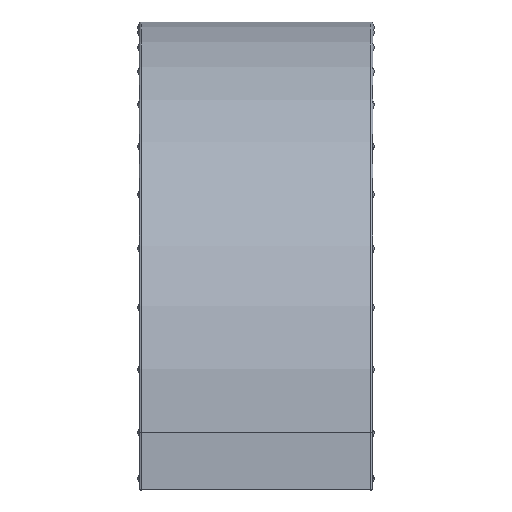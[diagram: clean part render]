
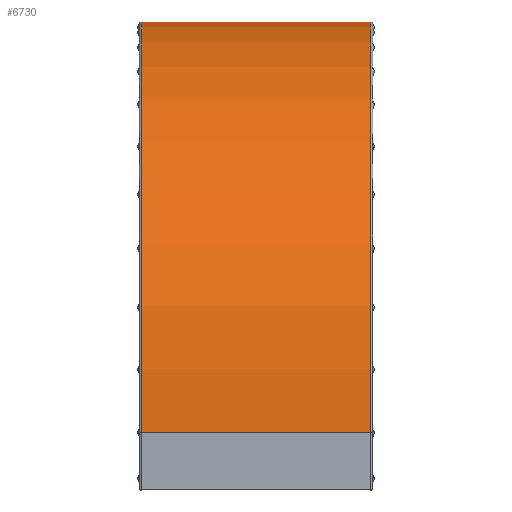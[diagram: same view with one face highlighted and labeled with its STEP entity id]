
A CAD part, top view. The second image highlights one B-rep face of the part: STEP entity #6730.
In plain terms, the highlighted cylindrical face has radius 361 mm (diameter 722 mm), a partial arc.
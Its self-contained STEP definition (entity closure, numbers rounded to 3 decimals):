
#199 = VECTOR ( 'NONE', #3665, 1000. ) ;
#2573 = CARTESIAN_POINT ( 'NONE',  ( -100.5, 411., -360. ) ) ;
#2831 = CARTESIAN_POINT ( 'NONE',  ( 100.5, 411., -360. ) ) ;
#2862 = CARTESIAN_POINT ( 'NONE',  ( -100.5, 50., 1. ) ) ;
#3460 = LINE ( 'NONE', #13171, #199 ) ;
#3644 = VERTEX_POINT ( 'NONE', #2862 ) ;
#3665 = DIRECTION ( 'NONE',  ( 1., 0., 0. ) ) ;
#3838 = DIRECTION ( 'NONE',  ( -1., 0., 0. ) ) ;
#4593 = FACE_OUTER_BOUND ( 'NONE', #13966, .T. ) ;
#5573 = CARTESIAN_POINT ( 'NONE',  ( -100.5, 50., 1. ) ) ;
#5757 = AXIS2_PLACEMENT_3D ( 'NONE', #11997, #3838, #13338 ) ;
#6311 = CIRCLE ( 'NONE', #15789, 361. ) ;
#6730 = ADVANCED_FACE ( 'NONE', ( #4593 ), #7827, .T. ) ;
#6952 = DIRECTION ( 'NONE',  ( -1., 0., 0. ) ) ;
#7110 = DIRECTION ( 'NONE',  ( -1., 0., 0. ) ) ;
#7454 = CIRCLE ( 'NONE', #5757, 361. ) ;
#7671 = ORIENTED_EDGE ( 'NONE', *, *, #11006, .F. ) ;
#7827 = CYLINDRICAL_SURFACE ( 'NONE', #9440, 361. ) ;
#8471 = ORIENTED_EDGE ( 'NONE', *, *, #12793, .T. ) ;
#9440 = AXIS2_PLACEMENT_3D ( 'NONE', #9966, #7110, #15235 ) ;
#9844 = ORIENTED_EDGE ( 'NONE', *, *, #12141, .F. ) ;
#9944 = CARTESIAN_POINT ( 'NONE',  ( 100.5, 50., 1. ) ) ;
#9966 = CARTESIAN_POINT ( 'NONE',  ( 0., 50., -360. ) ) ;
#10343 = LINE ( 'NONE', #5573, #10753 ) ;
#10753 = VECTOR ( 'NONE', #14985, 1000. ) ;
#11006 = EDGE_CURVE ( 'NONE', #3644, #11056, #7454, .T. ) ;
#11056 = VERTEX_POINT ( 'NONE', #2573 ) ;
#11997 = CARTESIAN_POINT ( 'NONE',  ( -100.5, 50., -360. ) ) ;
#12141 = EDGE_CURVE ( 'NONE', #11056, #14478, #3460, .T. ) ;
#12221 = EDGE_CURVE ( 'NONE', #14595, #14478, #6311, .T. ) ;
#12519 = ORIENTED_EDGE ( 'NONE', *, *, #12221, .T. ) ;
#12793 = EDGE_CURVE ( 'NONE', #3644, #14595, #10343, .T. ) ;
#13171 = CARTESIAN_POINT ( 'NONE',  ( -100.5, 411., -360. ) ) ;
#13338 = DIRECTION ( 'NONE',  ( 0., 0., 1. ) ) ;
#13966 = EDGE_LOOP ( 'NONE', ( #8471, #12519, #9844, #7671 ) ) ;
#14478 = VERTEX_POINT ( 'NONE', #2831 ) ;
#14595 = VERTEX_POINT ( 'NONE', #9944 ) ;
#14950 = CARTESIAN_POINT ( 'NONE',  ( 100.5, 50., -360. ) ) ;
#14985 = DIRECTION ( 'NONE',  ( 1., 0., 0. ) ) ;
#15235 = DIRECTION ( 'NONE',  ( 0., 0., 1. ) ) ;
#15789 = AXIS2_PLACEMENT_3D ( 'NONE', #14950, #6952, #16266 ) ;
#16266 = DIRECTION ( 'NONE',  ( 0., 0., 1. ) ) ;
